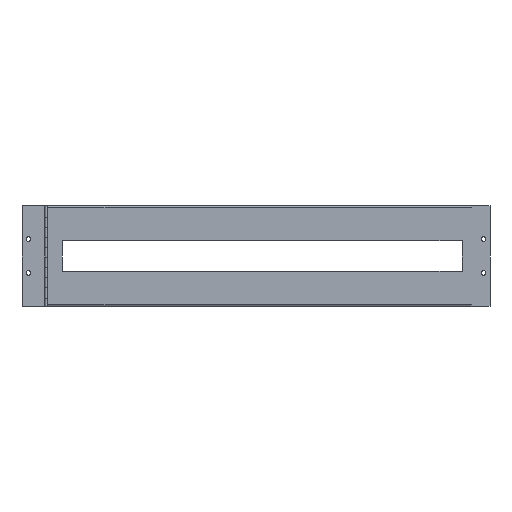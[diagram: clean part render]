
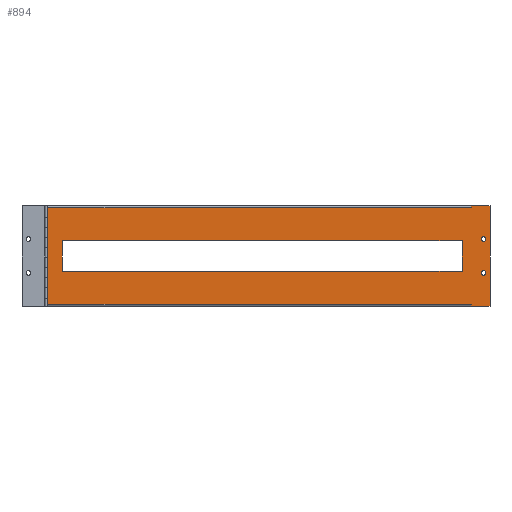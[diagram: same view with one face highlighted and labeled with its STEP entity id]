
A CAD part, top view. The second image highlights one B-rep face of the part: STEP entity #894.
In plain terms, the highlighted planar face has unit normal (0, 0, 1).
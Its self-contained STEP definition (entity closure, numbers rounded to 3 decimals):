
#643=B_SPLINE_CURVE_WITH_KNOTS('',1,(#4192,#4193),.UNSPECIFIED.,.F.,.F.,
(2,2),(0.,1.),.UNSPECIFIED.);
#664=FACE_BOUND('',#1123,.T.);
#665=FACE_BOUND('',#1124,.T.);
#666=FACE_BOUND('',#1125,.T.);
#667=FACE_BOUND('',#1126,.T.);
#781=PLANE('',#2957);
#894=ADVANCED_FACE('F2',(#664,#665,#666,#667),#781,.F.);
#1123=EDGE_LOOP('',(#1762,#1763,#1764,#1765,#1766,#1767,#1768,#1769));
#1124=EDGE_LOOP('',(#1770));
#1125=EDGE_LOOP('',(#1771));
#1126=EDGE_LOOP('',(#1772,#1773,#1774,#1775));
#1184=CIRCLE('',#2925,3.5);
#1186=CIRCLE('',#2928,3.5);
#1762=ORIENTED_EDGE('',*,*,#2310,.F.);
#1763=ORIENTED_EDGE('',*,*,#2308,.F.);
#1764=ORIENTED_EDGE('',*,*,#2282,.F.);
#1765=ORIENTED_EDGE('',*,*,#2264,.F.);
#1766=ORIENTED_EDGE('',*,*,#2261,.F.);
#1767=ORIENTED_EDGE('',*,*,#2258,.F.);
#1768=ORIENTED_EDGE('',*,*,#2255,.F.);
#1769=ORIENTED_EDGE('',*,*,#2311,.F.);
#1770=ORIENTED_EDGE('',*,*,#2251,.F.);
#1771=ORIENTED_EDGE('',*,*,#2248,.F.);
#1772=ORIENTED_EDGE('',*,*,#2237,.F.);
#1773=ORIENTED_EDGE('',*,*,#2240,.F.);
#1774=ORIENTED_EDGE('',*,*,#2243,.F.);
#1775=ORIENTED_EDGE('',*,*,#2245,.F.);
#1957=VERTEX_POINT('',#4030);
#1959=VERTEX_POINT('',#4034);
#1961=VERTEX_POINT('',#4040);
#1963=VERTEX_POINT('',#4046);
#1964=VERTEX_POINT('',#4053);
#1966=VERTEX_POINT('',#4059);
#1968=VERTEX_POINT('',#4065);
#1971=VERTEX_POINT('',#4070);
#1972=VERTEX_POINT('',#4074);
#1975=VERTEX_POINT('',#4081);
#1976=VERTEX_POINT('',#4086);
#1990=VERTEX_POINT('',#4128);
#2007=VERTEX_POINT('',#4187);
#2008=VERTEX_POINT('',#4191);
#2237=EDGE_CURVE('E8',#1959,#1957,#2494,.T.);
#2240=EDGE_CURVE('E7',#1961,#1959,#2497,.T.);
#2243=EDGE_CURVE('E6',#1963,#1961,#2500,.T.);
#2245=EDGE_CURVE('E5',#1957,#1963,#2502,.T.);
#2248=EDGE_CURVE('E9',#1964,#1964,#1184,.T.);
#2251=EDGE_CURVE('E10',#1966,#1966,#1186,.T.);
#2255=EDGE_CURVE('E12',#1971,#1968,#2508,.T.);
#2258=EDGE_CURVE('E13',#1968,#1972,#2511,.T.);
#2261=EDGE_CURVE('E14',#1972,#1975,#2514,.T.);
#2264=EDGE_CURVE('E15',#1975,#1976,#2516,.T.);
#2282=EDGE_CURVE('E16',#1976,#1990,#2531,.T.);
#2308=EDGE_CURVE('E17',#1990,#2007,#2549,.T.);
#2310=EDGE_CURVE('E18',#2007,#2008,#2550,.T.);
#2311=EDGE_CURVE('E11',#2008,#1971,#643,.T.);
#2494=LINE('',#4035,#2729);
#2497=LINE('',#4041,#2732);
#2500=LINE('',#4047,#2735);
#2502=LINE('',#4050,#2737);
#2508=LINE('',#4071,#2743);
#2511=LINE('',#4077,#2746);
#2514=LINE('',#4083,#2749);
#2516=LINE('',#4089,#2751);
#2531=LINE('',#4127,#2766);
#2549=LINE('',#4186,#2784);
#2550=LINE('',#4190,#2785);
#2729=VECTOR('',#3415,1.);
#2732=VECTOR('',#3420,1.);
#2735=VECTOR('',#3425,1.);
#2737=VECTOR('',#3429,1.);
#2743=VECTOR('',#3449,1.);
#2746=VECTOR('',#3454,1.);
#2749=VECTOR('',#3459,1.);
#2751=VECTOR('',#3465,1.);
#2766=VECTOR('',#3494,1.);
#2784=VECTOR('',#3540,1.);
#2785=VECTOR('',#3545,1.);
#2925=AXIS2_PLACEMENT_3D('',#4056,#3435,#3436);
#2928=AXIS2_PLACEMENT_3D('',#4062,#3442,#3443);
#2957=AXIS2_PLACEMENT_3D('',#4194,#3546,#3547);
#3415=DIRECTION('',(0.,-1.,0.));
#3420=DIRECTION('',(-1.,0.,0.));
#3425=DIRECTION('',(0.,1.,0.));
#3429=DIRECTION('',(1.,0.,0.));
#3435=DIRECTION('',(0.,0.,1.));
#3436=DIRECTION('',(1.,0.,0.));
#3442=DIRECTION('',(0.,0.,1.));
#3443=DIRECTION('',(1.,0.,0.));
#3449=DIRECTION('',(1.,0.,0.));
#3454=DIRECTION('',(0.,-1.,0.));
#3459=DIRECTION('',(-1.,0.,0.));
#3465=DIRECTION('',(0.,1.,0.));
#3494=DIRECTION('',(-1.,0.,0.));
#3540=DIRECTION('',(0.,1.,0.));
#3545=DIRECTION('',(1.,0.,0.));
#3546=DIRECTION('',(0.,0.,-1.));
#3547=DIRECTION('',(0.,-1.,0.));
#4030=CARTESIAN_POINT('',(-1113.521,-1344.305,64.137));
#4034=CARTESIAN_POINT('',(-1113.521,-1298.305,64.137));
#4035=CARTESIAN_POINT('',(-1113.521,-1321.305,64.137));
#4040=CARTESIAN_POINT('',(-519.521,-1298.305,64.137));
#4041=CARTESIAN_POINT('',(-816.521,-1298.305,64.137));
#4046=CARTESIAN_POINT('',(-519.521,-1344.305,64.137));
#4047=CARTESIAN_POINT('',(-519.521,-1321.305,64.137));
#4050=CARTESIAN_POINT('',(-816.521,-1344.305,64.137));
#4053=CARTESIAN_POINT('',(-484.021,-1296.305,64.137));
#4056=CARTESIAN_POINT('',(-487.521,-1296.305,64.137));
#4059=CARTESIAN_POINT('',(-484.021,-1346.305,64.137));
#4062=CARTESIAN_POINT('',(-487.521,-1346.305,64.137));
#4065=CARTESIAN_POINT('',(-478.021,-1246.555,64.137));
#4070=CARTESIAN_POINT('',(-505.521,-1246.555,64.137));
#4071=CARTESIAN_POINT('',(-491.771,-1246.555,64.137));
#4074=CARTESIAN_POINT('',(-478.021,-1396.055,64.137));
#4077=CARTESIAN_POINT('',(-478.021,-1246.305,64.137));
#4081=CARTESIAN_POINT('',(-505.521,-1396.055,64.137));
#4083=CARTESIAN_POINT('',(-491.771,-1396.055,64.137));
#4086=CARTESIAN_POINT('',(-505.521,-1393.255,64.137));
#4089=CARTESIAN_POINT('',(-505.522,-1096.525,64.137));
#4127=CARTESIAN_POINT('',(-505.491,-1393.255,64.137));
#4128=CARTESIAN_POINT('',(-1134.52,-1393.255,64.137));
#4186=CARTESIAN_POINT('',(-1134.519,-1411.03,64.137));
#4187=CARTESIAN_POINT('',(-1134.52,-1249.355,64.137));
#4190=CARTESIAN_POINT('',(-1134.551,-1249.355,64.137));
#4191=CARTESIAN_POINT('',(-505.521,-1249.355,64.137));
#4192=CARTESIAN_POINT('',(-505.521,-1249.355,64.137));
#4193=CARTESIAN_POINT('',(-505.521,-1246.555,64.137));
#4194=CARTESIAN_POINT('',(-477.991,-1096.525,64.137));
